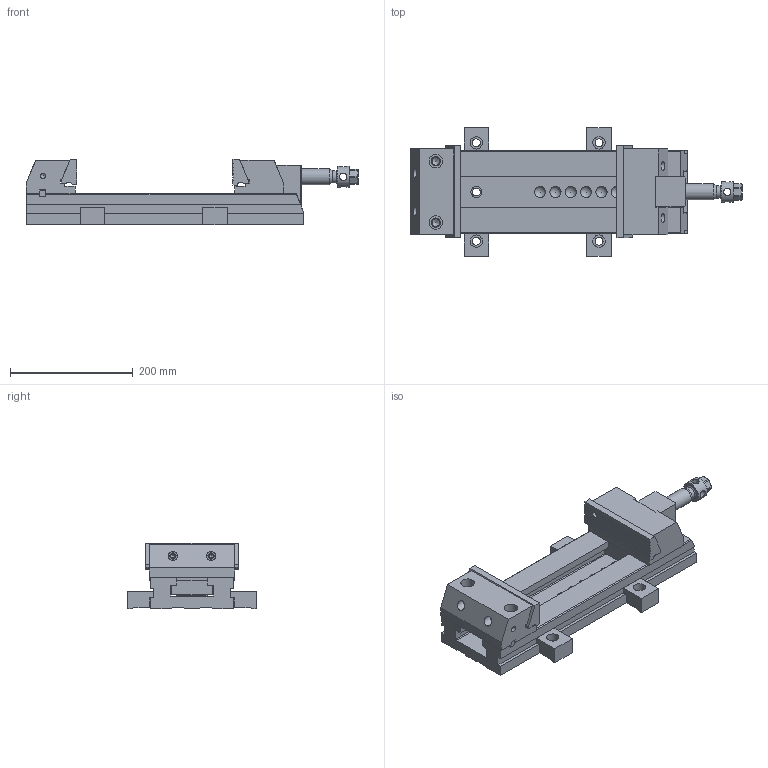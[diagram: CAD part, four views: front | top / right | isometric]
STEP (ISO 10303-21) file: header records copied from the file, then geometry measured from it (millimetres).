
FILE_DESCRIPTION(/* description */ (''),/* implementation_level */ '2;1');
FILE_NAME(/* name */ '60_150L_Mordaza.stp',/* time_stamp */ '2013-11-05T08:38:49+01:00',/* author */ (''),/* organization */ (''),/* preprocessor_version */ 'ST-DEVELOPER v11',/* originating_system */ 'SIEMENS PLM Software NX 7.5',/* authorisation */ '');
FILE_SCHEMA (('CONFIG_CONTROL_DESIGN'));
Length unit declared in the file: millimetre
Products named in the file (1): 60_150L_Mordaza
Bounding box: 541 x 210 x 107 mm (x, y, z)
Volume: 3561432.6 mm3; surface area: 507713.7 mm2
Topology: 16 solids, 16 shells, 467 faces, 1257 edges, 836 vertices
Faces by surface type: plane 312, cylinder 100, cone 34, sphere 12, torus 9
Full cylindrical faces by diameter (mm): 4.351 x1, 5.188 x1, 6.985 x4, 8.782 x5, 10 x4, 10.579 x4, 12 x8, 12.376 x2, 13 x9, 15 x6, 16 x2, 16.5 x1, 18 x1, 19 x4, 20 x7, 21.25 x1, 22 x2, 26 x1, 30 x2, 33.8 x1, 34 x3
Entity records: 13770 total; most frequent: CARTESIAN_POINT 2671, DIRECTION 2228, ORIENTED_EDGE 2110, EDGE_CURVE 1055, VERTEX_POINT 768, AXIS2_PLACEMENT_3D 745, LINE 738, VECTOR 738
